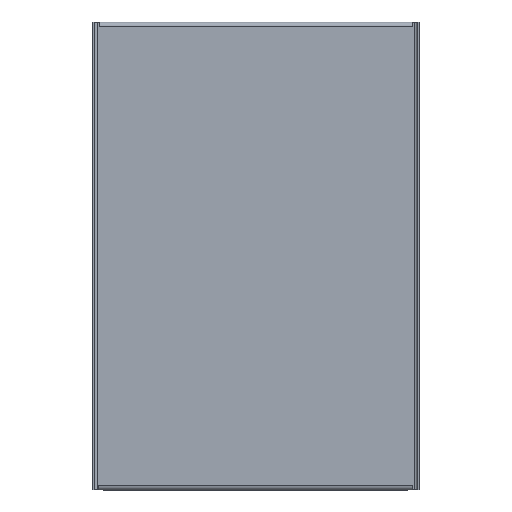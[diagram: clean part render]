
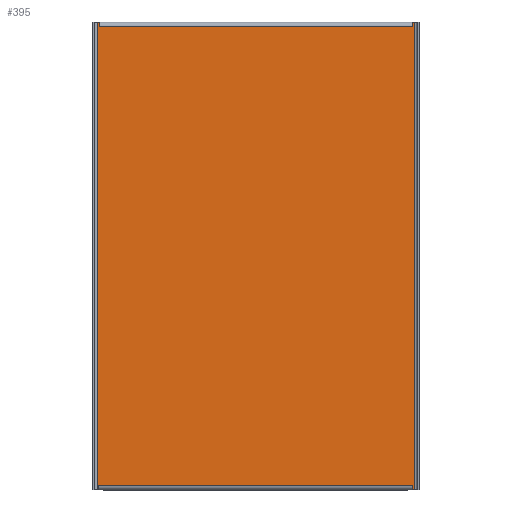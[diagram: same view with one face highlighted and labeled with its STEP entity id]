
A CAD part, top view. The second image highlights one B-rep face of the part: STEP entity #395.
In plain terms, the highlighted planar face has unit normal (0, 0, 1).
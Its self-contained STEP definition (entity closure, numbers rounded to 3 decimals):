
#341=PLANE('',#1198);
#395=ADVANCED_FACE('F2',(#447),#341,.F.);
#447=FACE_OUTER_BOUND('',#500,.T.);
#500=EDGE_LOOP('',(#697,#698,#699,#700,#701,#702,#703,#704,#705,#706,#707,
#708));
#697=ORIENTED_EDGE('',*,*,#947,.F.);
#698=ORIENTED_EDGE('',*,*,#944,.F.);
#699=ORIENTED_EDGE('',*,*,#931,.F.);
#700=ORIENTED_EDGE('',*,*,#939,.F.);
#701=ORIENTED_EDGE('',*,*,#915,.F.);
#702=ORIENTED_EDGE('',*,*,#913,.F.);
#703=ORIENTED_EDGE('',*,*,#889,.F.);
#704=ORIENTED_EDGE('',*,*,#886,.F.);
#705=ORIENTED_EDGE('',*,*,#872,.F.);
#706=ORIENTED_EDGE('',*,*,#881,.F.);
#707=ORIENTED_EDGE('',*,*,#948,.F.);
#708=ORIENTED_EDGE('',*,*,#949,.F.);
#791=VERTEX_POINT('',#1484);
#792=VERTEX_POINT('',#1485);
#797=VERTEX_POINT('',#1500);
#800=VERTEX_POINT('',#1509);
#801=VERTEX_POINT('',#1514);
#818=VERTEX_POINT('',#1566);
#819=VERTEX_POINT('',#1570);
#831=VERTEX_POINT('',#1747);
#832=VERTEX_POINT('',#1748);
#838=VERTEX_POINT('',#1769);
#839=VERTEX_POINT('',#1774);
#841=VERTEX_POINT('',#1780);
#872=EDGE_CURVE('E4',#791,#792,#987,.T.);
#881=EDGE_CURVE('E3',#797,#791,#993,.T.);
#886=EDGE_CURVE('E5',#792,#800,#997,.T.);
#889=EDGE_CURVE('E6',#800,#801,#999,.T.);
#913=EDGE_CURVE('E7',#801,#818,#1019,.T.);
#915=EDGE_CURVE('E8',#818,#819,#1020,.T.);
#931=EDGE_CURVE('E10',#831,#832,#1028,.T.);
#939=EDGE_CURVE('E9',#819,#831,#1033,.T.);
#944=EDGE_CURVE('E11',#832,#838,#1037,.T.);
#947=EDGE_CURVE('E12',#838,#839,#1039,.T.);
#948=EDGE_CURVE('E2',#841,#797,#1040,.T.);
#949=EDGE_CURVE('E1',#839,#841,#1041,.T.);
#987=LINE('',#1483,#1072);
#993=LINE('',#1501,#1078);
#997=LINE('',#1511,#1082);
#999=LINE('',#1517,#1084);
#1019=LINE('',#1565,#1104);
#1020=LINE('',#1569,#1105);
#1028=LINE('',#1746,#1113);
#1033=LINE('',#1761,#1118);
#1037=LINE('',#1771,#1122);
#1039=LINE('',#1777,#1124);
#1040=LINE('',#1779,#1125);
#1041=LINE('',#1781,#1126);
#1072=VECTOR('',#1249,1.);
#1078=VECTOR('',#1265,1.);
#1082=VECTOR('',#1275,1.);
#1084=VECTOR('',#1281,1.);
#1104=VECTOR('',#1327,1.);
#1105=VECTOR('',#1332,1.);
#1113=VECTOR('',#1350,1.);
#1118=VECTOR('',#1365,1.);
#1122=VECTOR('',#1375,1.);
#1124=VECTOR('',#1381,1.);
#1125=VECTOR('',#1384,1.);
#1126=VECTOR('',#1385,1.);
#1198=AXIS2_PLACEMENT_3D('',#1782,#1386,#1387);
#1249=DIRECTION('',(0.,1.,0.));
#1265=DIRECTION('',(-1.,0.,0.));
#1275=DIRECTION('',(1.,0.,0.));
#1281=DIRECTION('',(0.,-1.,0.));
#1327=DIRECTION('',(1.,0.,0.));
#1332=DIRECTION('',(0.,1.,0.));
#1350=DIRECTION('',(0.,-1.,0.));
#1365=DIRECTION('',(1.,0.,0.));
#1375=DIRECTION('',(-1.,0.,0.));
#1381=DIRECTION('',(0.,1.,0.));
#1384=DIRECTION('',(0.,-1.,0.));
#1385=DIRECTION('',(-1.,0.,0.));
#1386=DIRECTION('',(0.,0.,-1.));
#1387=DIRECTION('',(0.,-1.,0.));
#1483=CARTESIAN_POINT('',(-492.284,-617.73,0.));
#1484=CARTESIAN_POINT('',(-492.284,-767.48,0.));
#1485=CARTESIAN_POINT('',(-492.284,-467.98,0.));
#1500=CARTESIAN_POINT('',(-491.384,-767.48,0.));
#1501=CARTESIAN_POINT('',(-491.834,-767.48,0.));
#1509=CARTESIAN_POINT('',(-490.884,-467.98,0.));
#1511=CARTESIAN_POINT('',(-491.584,-467.98,0.));
#1514=CARTESIAN_POINT('',(-490.884,-470.78,0.));
#1517=CARTESIAN_POINT('',(-490.884,-469.38,0.));
#1565=CARTESIAN_POINT('',(-490.914,-470.78,0.));
#1566=CARTESIAN_POINT('',(-290.284,-470.78,0.));
#1569=CARTESIAN_POINT('',(-290.284,-469.38,0.));
#1570=CARTESIAN_POINT('',(-290.284,-467.98,0.));
#1746=CARTESIAN_POINT('',(-288.884,-917.51,0.));
#1747=CARTESIAN_POINT('',(-288.884,-467.98,0.));
#1748=CARTESIAN_POINT('',(-288.884,-767.48,0.));
#1761=CARTESIAN_POINT('',(-289.584,-467.98,0.));
#1769=CARTESIAN_POINT('',(-290.284,-767.48,0.));
#1771=CARTESIAN_POINT('',(-289.584,-767.48,0.));
#1774=CARTESIAN_POINT('',(-290.284,-764.68,0.));
#1777=CARTESIAN_POINT('',(-290.284,-766.08,0.));
#1779=CARTESIAN_POINT('',(-491.384,-766.08,0.));
#1780=CARTESIAN_POINT('',(-491.384,-764.68,0.));
#1781=CARTESIAN_POINT('',(-190.254,-764.68,0.));
#1782=CARTESIAN_POINT('',(-492.314,-917.51,0.));
